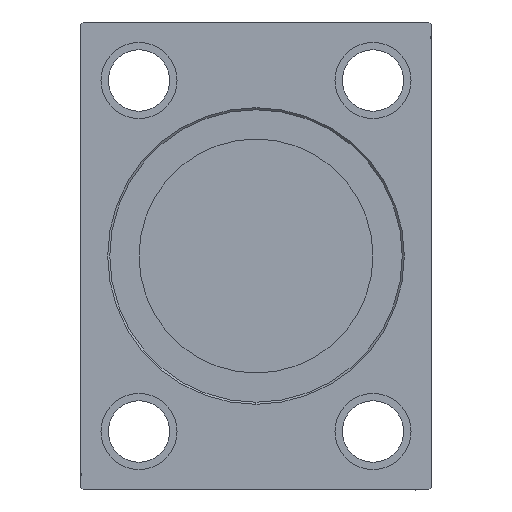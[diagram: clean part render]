
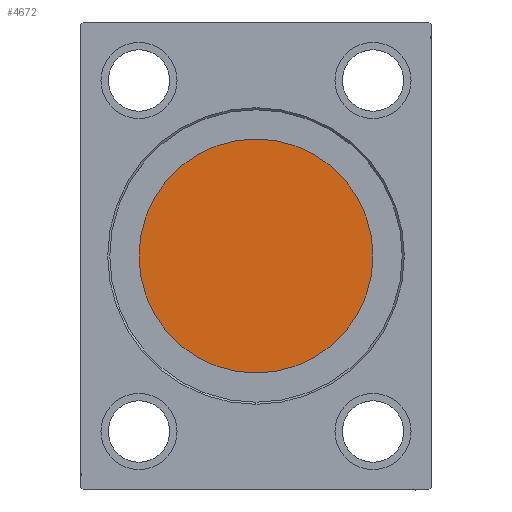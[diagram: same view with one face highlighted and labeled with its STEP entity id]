
A CAD part, left-side view. The second image highlights one B-rep face of the part: STEP entity #4672.
In plain terms, the highlighted planar face has unit normal (-1, 0, 0).
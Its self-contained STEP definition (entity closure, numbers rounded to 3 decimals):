
#4534 = VERTEX_POINT ( 'NONE', #11381 ) ;
#4672 = ADVANCED_FACE ( 'NONE', ( #15240 ), #21694, .T. ) ;
#10335 = EDGE_LOOP ( 'NONE', ( #36919, #24667 ) ) ;
#11381 = CARTESIAN_POINT ( 'NONE',  ( 204.7, 0., -40. ) ) ;
#13246 = CIRCLE ( 'NONE', #16002, 40. ) ;
#13501 = DIRECTION ( 'NONE',  ( -1., 0., 0. ) ) ;
#15240 = FACE_OUTER_BOUND ( 'NONE', #10335, .T. ) ;
#15454 = CARTESIAN_POINT ( 'NONE',  ( 204.7, 0., 0. ) ) ;
#15970 = CARTESIAN_POINT ( 'NONE',  ( 204.7, 0., 0. ) ) ;
#16002 = AXIS2_PLACEMENT_3D ( 'NONE', #15970, #38737, #26489 ) ;
#16270 = EDGE_CURVE ( 'NONE', #28340, #4534, #13246, .T. ) ;
#17228 = AXIS2_PLACEMENT_3D ( 'NONE', #15454, #27923, #25542 ) ;
#17259 = AXIS2_PLACEMENT_3D ( 'NONE', #25963, #13501, #22965 ) ;
#21694 = PLANE ( 'NONE',  #17228 ) ;
#22965 = DIRECTION ( 'NONE',  ( 0., 0., 1. ) ) ;
#24667 = ORIENTED_EDGE ( 'NONE', *, *, #40428, .T. ) ;
#25542 = DIRECTION ( 'NONE',  ( 0., 0., 1. ) ) ;
#25963 = CARTESIAN_POINT ( 'NONE',  ( 204.7, 0., 0. ) ) ;
#26489 = DIRECTION ( 'NONE',  ( 0., 0., 1. ) ) ;
#27923 = DIRECTION ( 'NONE',  ( -1., 0., 0. ) ) ;
#28340 = VERTEX_POINT ( 'NONE', #38825 ) ;
#30293 = CIRCLE ( 'NONE', #17259, 40. ) ;
#36919 = ORIENTED_EDGE ( 'NONE', *, *, #16270, .T. ) ;
#38737 = DIRECTION ( 'NONE',  ( -1., 0., 0. ) ) ;
#38825 = CARTESIAN_POINT ( 'NONE',  ( 204.7, 0., 40. ) ) ;
#40428 = EDGE_CURVE ( 'NONE', #4534, #28340, #30293, .T. ) ;
